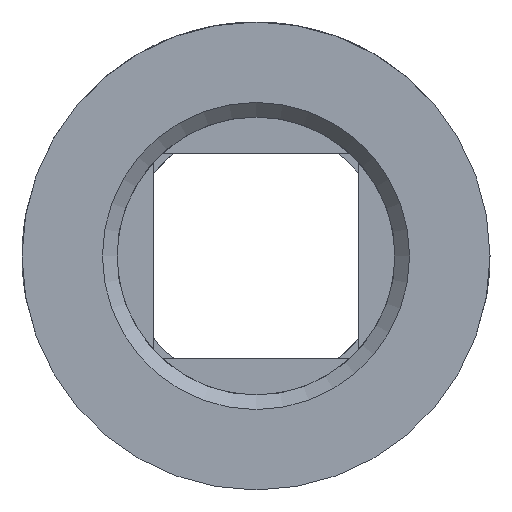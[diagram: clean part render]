
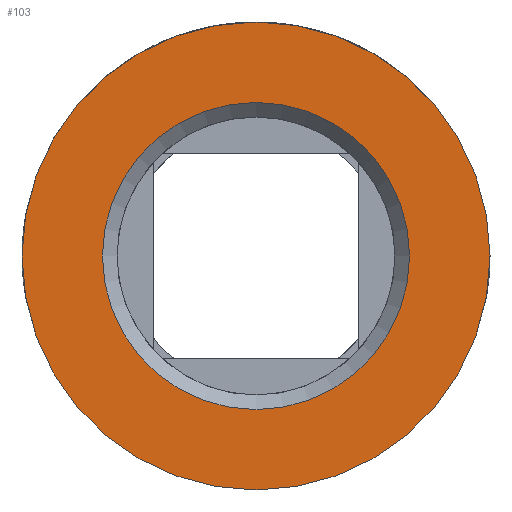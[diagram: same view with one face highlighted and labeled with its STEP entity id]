
A CAD part, left-side view. The second image highlights one B-rep face of the part: STEP entity #103.
In plain terms, the highlighted planar face has unit normal (-1, 0, 0).
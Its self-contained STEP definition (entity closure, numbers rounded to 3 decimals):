
#103 = ADVANCED_FACE( '', ( #225, #226 ), #227, .T. );
#225 = FACE_BOUND( '', #362, .T. );
#226 = FACE_OUTER_BOUND( '', #363, .T. );
#227 = PLANE( '', #364 );
#362 = EDGE_LOOP( '', ( #607 ) );
#363 = EDGE_LOOP( '', ( #608 ) );
#364 = AXIS2_PLACEMENT_3D( '', #609, #610, #611 );
#607 = ORIENTED_EDGE( '', *, *, #864, .T. );
#608 = ORIENTED_EDGE( '', *, *, #865, .T. );
#609 = CARTESIAN_POINT( '', ( -7., 8., 0. ) );
#610 = DIRECTION( '', ( -1., 0., 0. ) );
#611 = DIRECTION( '', ( 0., 0., 1. ) );
#864 = EDGE_CURVE( '', #1056, #1056, #1057, .F. );
#865 = EDGE_CURVE( '', #1058, #1058, #1059, .T. );
#1056 = VERTEX_POINT( '', #1429 );
#1057 = CIRCLE( '', #1430, 5.25 );
#1058 = VERTEX_POINT( '', #1431 );
#1059 = CIRCLE( '', #1432, 8. );
#1429 = CARTESIAN_POINT( '', ( -7., 0., 5.25 ) );
#1430 = AXIS2_PLACEMENT_3D( '', #1614, #1615, #1616 );
#1431 = CARTESIAN_POINT( '', ( -7., 0., 8. ) );
#1432 = AXIS2_PLACEMENT_3D( '', #1617, #1618, #1619 );
#1614 = CARTESIAN_POINT( '', ( -7., 0., 0. ) );
#1615 = DIRECTION( '', ( -1., 0., 0. ) );
#1616 = DIRECTION( '', ( 0., 0., 1. ) );
#1617 = CARTESIAN_POINT( '', ( -7., 0., 0. ) );
#1618 = DIRECTION( '', ( -1., 0., 0. ) );
#1619 = DIRECTION( '', ( 0., 0., 1. ) );
